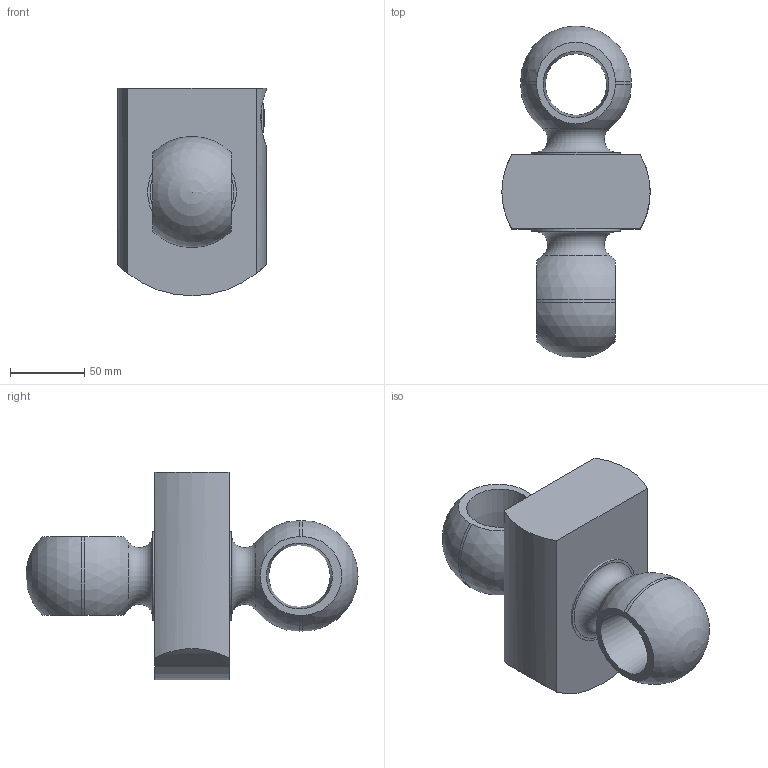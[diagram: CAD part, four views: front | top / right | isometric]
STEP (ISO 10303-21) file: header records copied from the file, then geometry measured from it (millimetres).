
FILE_DESCRIPTION(/* description */ (''),/* implementation_level */ '2;1');
FILE_NAME(/* name */ '110RH-WL-20t v3.step',/* time_stamp */ '2020-02-04T09:20:21-08:00',/* author */ (''),/* organization */ (''),/* preprocessor_version */ 'ST-DEVELOPER v18',/* originating_system */ 'Autodesk Translation Framework v8.12.0.6',/* authorisation */ '');
FILE_SCHEMA (('AUTOMOTIVE_DESIGN { 1 0 10303 214 3 1 1 }'));
Length unit declared in the file: millimetre
Products named in the file (4): 110RH-WL-20t; Case; Battery Cap; Pin Head 2
Assembly tree (4 placements, depth 2):
  110RH-WL-20t
    Case
    Battery Cap
    Pin Head 2  x2
Bounding box: 100 x 224 x 140 mm (x, y, z)
Volume: 1085448.5 mm3; surface area: 111914.4 mm2
Topology: 4 solids, 4 shells, 52 faces, 125 edges, 84 vertices
Faces by surface type: cylinder 17, plane 17, torus 9, sphere 5, bspline 4
Full cylindrical faces by diameter (mm): 37 x2, 60 x2
Entity records: 1556 total; most frequent: CARTESIAN_POINT 472, DIRECTION 229, ORIENTED_EDGE 190, AXIS2_PLACEMENT_3D 103, EDGE_CURVE 95, VERTEX_POINT 64, CIRCLE 58, EDGE_LOOP 47
